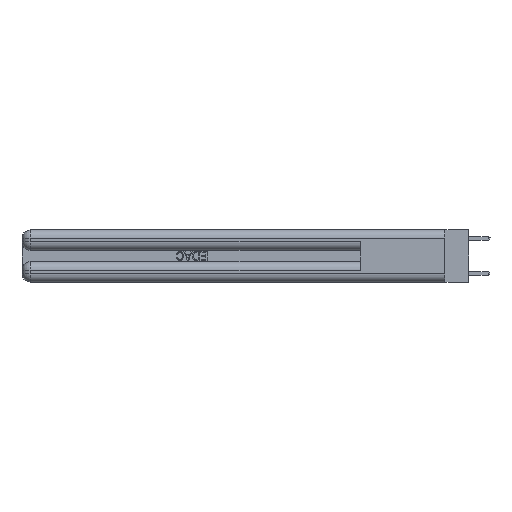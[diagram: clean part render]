
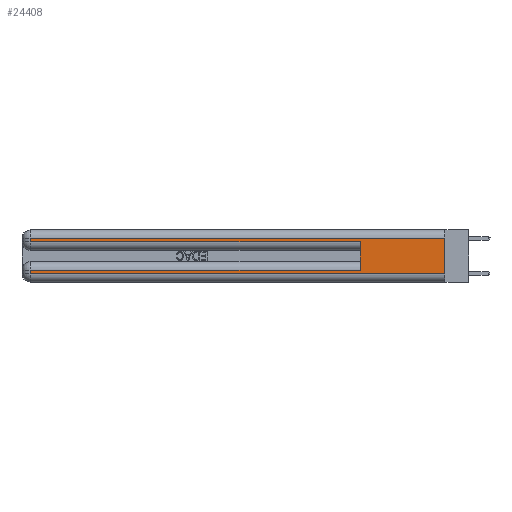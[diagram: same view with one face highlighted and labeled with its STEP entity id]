
A CAD part, left-side view. The second image highlights one B-rep face of the part: STEP entity #24408.
In plain terms, the highlighted planar face has unit normal (-1, 0, 0).
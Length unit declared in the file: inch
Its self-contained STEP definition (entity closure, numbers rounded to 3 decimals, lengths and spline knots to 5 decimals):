
#240 = CARTESIAN_POINT ( 'NONE',  ( 0., 0., 0.06 ) ) ;
#2204 = VECTOR ( 'NONE', #9952, 39.37008 ) ;
#2265 = DIRECTION ( 'NONE',  ( 1., 0., 0. ) ) ;
#2366 = VECTOR ( 'NONE', #9695, 39.37008 ) ;
#2499 = VECTOR ( 'NONE', #23222, 39.37008 ) ;
#3024 = ORIENTED_EDGE ( 'NONE', *, *, #4336, .T. ) ;
#3174 = VECTOR ( 'NONE', #17288, 39.37008 ) ;
#3631 = CARTESIAN_POINT ( 'NONE',  ( 0., 0., 0.285 ) ) ;
#4276 = ORIENTED_EDGE ( 'NONE', *, *, #14783, .T. ) ;
#4336 = EDGE_CURVE ( 'NONE', #12551, #20401, #23744, .T. ) ;
#5015 = LINE ( 'NONE', #25000, #2366 ) ;
#5878 = VECTOR ( 'NONE', #14797, 39.37008 ) ;
#5892 = LINE ( 'NONE', #3631, #22083 ) ;
#6248 = ORIENTED_EDGE ( 'NONE', *, *, #8512, .F. ) ;
#6358 = DIRECTION ( 'NONE',  ( 0., -1., 0. ) ) ;
#6382 = CARTESIAN_POINT ( 'NONE',  ( 0., 2.94, 0.37 ) ) ;
#7384 = VERTEX_POINT ( 'NONE', #22488 ) ;
#7816 = LINE ( 'NONE', #26830, #2204 ) ;
#7845 = CARTESIAN_POINT ( 'NONE',  ( 0., 0.6, 0.285 ) ) ;
#8095 = PLANE ( 'NONE',  #8122 ) ;
#8122 = AXIS2_PLACEMENT_3D ( 'NONE', #21693, #2265, #10933 ) ;
#8341 = ORIENTED_EDGE ( 'NONE', *, *, #24122, .F. ) ;
#8512 = EDGE_CURVE ( 'NONE', #25498, #7384, #27472, .T. ) ;
#9205 = EDGE_LOOP ( 'NONE', ( #6248, #23447, #23283, #21419, #8341, #3024, #4276, #21260 ) ) ;
#9557 = VECTOR ( 'NONE', #6358, 39.37008 ) ;
#9695 = DIRECTION ( 'NONE',  ( 0., 0., -1. ) ) ;
#9952 = DIRECTION ( 'NONE',  ( 0., 0., 1. ) ) ;
#10398 = CARTESIAN_POINT ( 'NONE',  ( 0., 0., 0.31 ) ) ;
#10913 = VERTEX_POINT ( 'NONE', #21190 ) ;
#10933 = DIRECTION ( 'NONE',  ( 0., 0., -1. ) ) ;
#12079 = VECTOR ( 'NONE', #19762, 39.37008 ) ;
#12551 = VERTEX_POINT ( 'NONE', #16218 ) ;
#13070 = FACE_OUTER_BOUND ( 'NONE', #9205, .T. ) ;
#13501 = EDGE_CURVE ( 'NONE', #10913, #13852, #5892, .T. ) ;
#13852 = VERTEX_POINT ( 'NONE', #7845 ) ;
#14579 = CARTESIAN_POINT ( 'NONE',  ( 0., 0., 0.37 ) ) ;
#14783 = EDGE_CURVE ( 'NONE', #20401, #19921, #27779, .T. ) ;
#14797 = DIRECTION ( 'NONE',  ( 0., 1., 0. ) ) ;
#15390 = CARTESIAN_POINT ( 'NONE',  ( 0., 0., 0.085 ) ) ;
#15467 = EDGE_CURVE ( 'NONE', #25498, #18113, #22913, .T. ) ;
#16218 = CARTESIAN_POINT ( 'NONE',  ( 0., 0.6, 0.085 ) ) ;
#16606 = EDGE_CURVE ( 'NONE', #19921, #7384, #23368, .T. ) ;
#17152 = CARTESIAN_POINT ( 'NONE',  ( 0., 0., 0.31 ) ) ;
#17288 = DIRECTION ( 'NONE',  ( 0., 0., -1. ) ) ;
#18113 = VERTEX_POINT ( 'NONE', #27727 ) ;
#19762 = DIRECTION ( 'NONE',  ( 0., 1., 0. ) ) ;
#19921 = VERTEX_POINT ( 'NONE', #27159 ) ;
#20279 = EDGE_CURVE ( 'NONE', #18113, #10913, #5015, .T. ) ;
#20401 = VERTEX_POINT ( 'NONE', #25682 ) ;
#20924 = DIRECTION ( 'NONE',  ( 0., -1., 0. ) ) ;
#21190 = CARTESIAN_POINT ( 'NONE',  ( 0., 2.94, 0.285 ) ) ;
#21260 = ORIENTED_EDGE ( 'NONE', *, *, #16606, .T. ) ;
#21419 = ORIENTED_EDGE ( 'NONE', *, *, #13501, .T. ) ;
#21693 = CARTESIAN_POINT ( 'NONE',  ( 0., 0., 0.37 ) ) ;
#22083 = VECTOR ( 'NONE', #20924, 39.37008 ) ;
#22488 = CARTESIAN_POINT ( 'NONE',  ( 0., 0., 0.06 ) ) ;
#22913 = LINE ( 'NONE', #10398, #5878 ) ;
#23222 = DIRECTION ( 'NONE',  ( 0., 0., -1. ) ) ;
#23283 = ORIENTED_EDGE ( 'NONE', *, *, #20279, .T. ) ;
#23368 = LINE ( 'NONE', #240, #9557 ) ;
#23447 = ORIENTED_EDGE ( 'NONE', *, *, #15467, .T. ) ;
#23744 = LINE ( 'NONE', #15390, #12079 ) ;
#24122 = EDGE_CURVE ( 'NONE', #12551, #13852, #7816, .T. ) ;
#24408 = ADVANCED_FACE ( 'NONE', ( #13070 ), #8095, .F. ) ;
#25000 = CARTESIAN_POINT ( 'NONE',  ( 0., 2.94, 0.37 ) ) ;
#25498 = VERTEX_POINT ( 'NONE', #17152 ) ;
#25682 = CARTESIAN_POINT ( 'NONE',  ( 0., 2.94, 0.085 ) ) ;
#26830 = CARTESIAN_POINT ( 'NONE',  ( 0., 0.6, 0.145 ) ) ;
#27159 = CARTESIAN_POINT ( 'NONE',  ( 0., 2.94, 0.06 ) ) ;
#27472 = LINE ( 'NONE', #14579, #2499 ) ;
#27727 = CARTESIAN_POINT ( 'NONE',  ( 0., 2.94, 0.31 ) ) ;
#27779 = LINE ( 'NONE', #6382, #3174 ) ;
